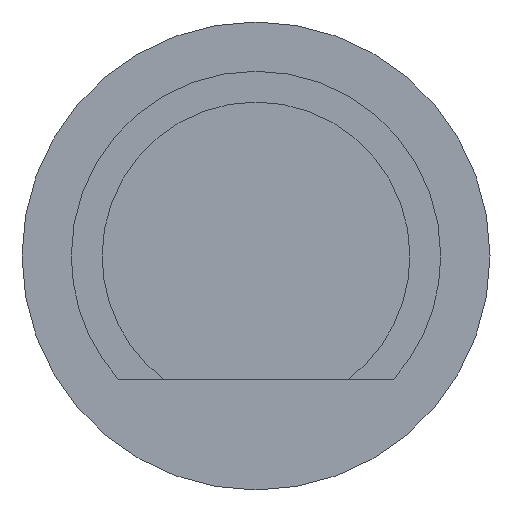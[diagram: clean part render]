
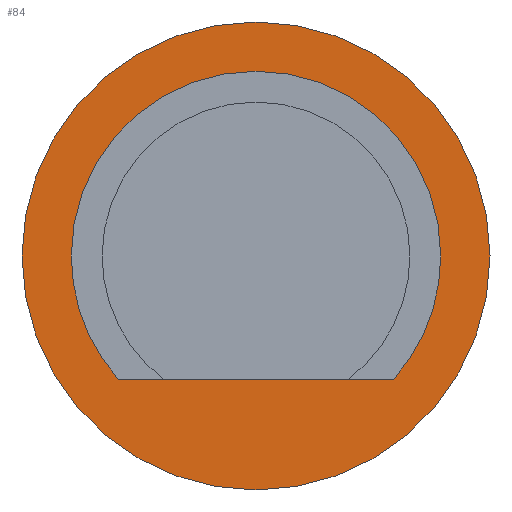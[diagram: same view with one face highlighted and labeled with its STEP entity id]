
A CAD part, front view. The second image highlights one B-rep face of the part: STEP entity #84.
In plain terms, the highlighted planar face has unit normal (0, -1, 0).
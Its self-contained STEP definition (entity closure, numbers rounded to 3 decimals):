
#16 = LINE ( 'NONE', #796, #658 ) ;
#45 = CARTESIAN_POINT ( 'NONE',  ( -1.5, -20.495, 0. ) ) ;
#84 = ADVANCED_FACE ( 'NONE', ( #591, #420 ), #782, .T. ) ;
#86 = DIRECTION ( 'NONE',  ( 0., 1., 0. ) ) ;
#99 = DIRECTION ( 'NONE',  ( 0., -1., 0. ) ) ;
#102 = EDGE_CURVE ( 'NONE', #533, #278, #356, .T. ) ;
#105 = CARTESIAN_POINT ( 'NONE',  ( 1.5, -20.495, 0. ) ) ;
#146 = EDGE_CURVE ( 'NONE', #569, #182, #16, .T. ) ;
#154 = CARTESIAN_POINT ( 'NONE',  ( 1.118, -20.495, -1. ) ) ;
#181 = DIRECTION ( 'NONE',  ( -1., 0., 0. ) ) ;
#182 = VERTEX_POINT ( 'NONE', #501 ) ;
#184 = AXIS2_PLACEMENT_3D ( 'NONE', #343, #99, #411 ) ;
#189 = CARTESIAN_POINT ( 'NONE',  ( 0., -20.495, 0. ) ) ;
#205 = AXIS2_PLACEMENT_3D ( 'NONE', #663, #350, #416 ) ;
#206 = CIRCLE ( 'NONE', #698, 1.9 ) ;
#269 = CARTESIAN_POINT ( 'NONE',  ( 0., -20.495, 0. ) ) ;
#278 = VERTEX_POINT ( 'NONE', #105 ) ;
#303 = CARTESIAN_POINT ( 'NONE',  ( -1.9, -20.495, 0. ) ) ;
#313 = EDGE_CURVE ( 'NONE', #182, #533, #506, .T. ) ;
#315 = ORIENTED_EDGE ( 'NONE', *, *, #146, .T. ) ;
#321 = CARTESIAN_POINT ( 'NONE',  ( 1.9, -20.495, 0. ) ) ;
#327 = DIRECTION ( 'NONE',  ( -1., 0., 0. ) ) ;
#329 = DIRECTION ( 'NONE',  ( 0., 1., 0. ) ) ;
#343 = CARTESIAN_POINT ( 'NONE',  ( 0., -20.495, 0. ) ) ;
#350 = DIRECTION ( 'NONE',  ( 0., 1., 0. ) ) ;
#356 = CIRCLE ( 'NONE', #205, 1.5 ) ;
#387 = CIRCLE ( 'NONE', #425, 1.5 ) ;
#398 = CARTESIAN_POINT ( 'NONE',  ( 0., -20.495, 0. ) ) ;
#411 = DIRECTION ( 'NONE',  ( 1., 0., 0. ) ) ;
#415 = EDGE_CURVE ( 'NONE', #430, #472, #553, .T. ) ;
#416 = DIRECTION ( 'NONE',  ( -1., 0., 0. ) ) ;
#420 = FACE_OUTER_BOUND ( 'NONE', #722, .T. ) ;
#425 = AXIS2_PLACEMENT_3D ( 'NONE', #189, #766, #659 ) ;
#430 = VERTEX_POINT ( 'NONE', #321 ) ;
#436 = ORIENTED_EDGE ( 'NONE', *, *, #102, .T. ) ;
#438 = EDGE_CURVE ( 'NONE', #278, #569, #387, .T. ) ;
#459 = EDGE_CURVE ( 'NONE', #472, #430, #206, .T. ) ;
#472 = VERTEX_POINT ( 'NONE', #303 ) ;
#501 = CARTESIAN_POINT ( 'NONE',  ( -1.118, -20.495, -1. ) ) ;
#506 = CIRCLE ( 'NONE', #679, 1.5 ) ;
#518 = ORIENTED_EDGE ( 'NONE', *, *, #415, .F. ) ;
#524 = ORIENTED_EDGE ( 'NONE', *, *, #459, .F. ) ;
#533 = VERTEX_POINT ( 'NONE', #45 ) ;
#553 = CIRCLE ( 'NONE', #612, 1.9 ) ;
#556 = DIRECTION ( 'NONE',  ( -1., 0., 0. ) ) ;
#569 = VERTEX_POINT ( 'NONE', #154 ) ;
#591 = FACE_BOUND ( 'NONE', #615, .T. ) ;
#612 = AXIS2_PLACEMENT_3D ( 'NONE', #269, #329, #774 ) ;
#615 = EDGE_LOOP ( 'NONE', ( #763, #436, #760, #315 ) ) ;
#658 = VECTOR ( 'NONE', #556, 1000. ) ;
#659 = DIRECTION ( 'NONE',  ( -1., 0., 0. ) ) ;
#663 = CARTESIAN_POINT ( 'NONE',  ( 0., -20.495, 0. ) ) ;
#679 = AXIS2_PLACEMENT_3D ( 'NONE', #695, #757, #181 ) ;
#695 = CARTESIAN_POINT ( 'NONE',  ( 0., -20.495, 0. ) ) ;
#698 = AXIS2_PLACEMENT_3D ( 'NONE', #398, #86, #327 ) ;
#722 = EDGE_LOOP ( 'NONE', ( #524, #518 ) ) ;
#757 = DIRECTION ( 'NONE',  ( 0., 1., 0. ) ) ;
#760 = ORIENTED_EDGE ( 'NONE', *, *, #438, .T. ) ;
#763 = ORIENTED_EDGE ( 'NONE', *, *, #313, .T. ) ;
#766 = DIRECTION ( 'NONE',  ( 0., 1., 0. ) ) ;
#774 = DIRECTION ( 'NONE',  ( -1., 0., 0. ) ) ;
#782 = PLANE ( 'NONE',  #184 ) ;
#796 = CARTESIAN_POINT ( 'NONE',  ( 0., -20.495, -1. ) ) ;
